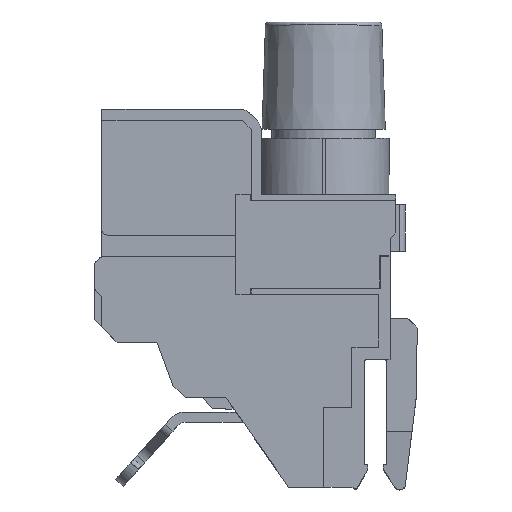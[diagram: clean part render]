
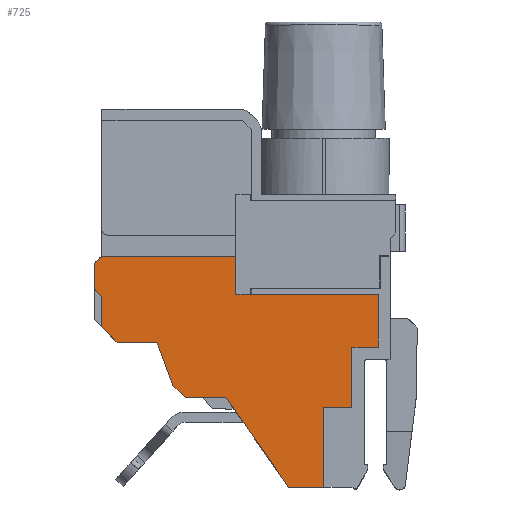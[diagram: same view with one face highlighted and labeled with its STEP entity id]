
A CAD part, top view. The second image highlights one B-rep face of the part: STEP entity #725.
In plain terms, the highlighted planar face has unit normal (0, 0, 1).
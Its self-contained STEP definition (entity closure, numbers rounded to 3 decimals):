
#532=PLANE('',#5489);
#725=ADVANCED_FACE('',(#1026),#532,.T.);
#1026=FACE_OUTER_BOUND('',#1279,.T.);
#1279=EDGE_LOOP('',(#2015,#2016,#2017,#2018,#2019,#2020,#2021,#2022,#2023,
#2024,#2025,#2026,#2027,#2028,#2029,#2030,#2031,#2032,#2033,#2034,#2035,
#2036,#2037,#2038,#2039,#2040,#2041));
#1477=CIRCLE('',#5386,0.5);
#1511=CIRCLE('',#5487,0.5);
#1512=CIRCLE('',#5488,0.5);
#2015=ORIENTED_EDGE('',*,*,#3517,.T.);
#2016=ORIENTED_EDGE('',*,*,#3804,.F.);
#2017=ORIENTED_EDGE('',*,*,#3526,.T.);
#2018=ORIENTED_EDGE('',*,*,#3820,.F.);
#2019=ORIENTED_EDGE('',*,*,#3821,.T.);
#2020=ORIENTED_EDGE('',*,*,#3657,.F.);
#2021=ORIENTED_EDGE('',*,*,#3822,.T.);
#2022=ORIENTED_EDGE('',*,*,#3753,.T.);
#2023=ORIENTED_EDGE('',*,*,#3823,.F.);
#2024=ORIENTED_EDGE('',*,*,#3737,.F.);
#2025=ORIENTED_EDGE('',*,*,#3824,.T.);
#2026=ORIENTED_EDGE('',*,*,#3825,.T.);
#2027=ORIENTED_EDGE('',*,*,#3826,.F.);
#2028=ORIENTED_EDGE('',*,*,#3545,.T.);
#2029=ORIENTED_EDGE('',*,*,#3563,.F.);
#2030=ORIENTED_EDGE('',*,*,#3827,.F.);
#2031=ORIENTED_EDGE('',*,*,#3505,.T.);
#2032=ORIENTED_EDGE('',*,*,#3828,.F.);
#2033=ORIENTED_EDGE('',*,*,#3829,.T.);
#2034=ORIENTED_EDGE('',*,*,#3830,.T.);
#2035=ORIENTED_EDGE('',*,*,#3831,.T.);
#2036=ORIENTED_EDGE('',*,*,#3832,.F.);
#2037=ORIENTED_EDGE('',*,*,#3768,.T.);
#2038=ORIENTED_EDGE('',*,*,#3833,.T.);
#2039=ORIENTED_EDGE('',*,*,#3834,.T.);
#2040=ORIENTED_EDGE('',*,*,#3835,.T.);
#2041=ORIENTED_EDGE('',*,*,#3812,.T.);
#3019=VERTEX_POINT('',#7054);
#3025=VERTEX_POINT('',#7066);
#3034=VERTEX_POINT('',#7091);
#3035=VERTEX_POINT('',#7093);
#3042=VERTEX_POINT('',#7109);
#3043=VERTEX_POINT('',#7111);
#3059=VERTEX_POINT('',#7148);
#3060=VERTEX_POINT('',#7150);
#3075=VERTEX_POINT('',#7187);
#3149=VERTEX_POINT('',#7398);
#3150=VERTEX_POINT('',#7400);
#3212=VERTEX_POINT('',#7551);
#3214=VERTEX_POINT('',#7554);
#3222=VERTEX_POINT('',#7581);
#3223=VERTEX_POINT('',#7583);
#3229=VERTEX_POINT('',#7609);
#3230=VERTEX_POINT('',#7611);
#3264=VERTEX_POINT('',#7697);
#3270=VERTEX_POINT('',#7715);
#3271=VERTEX_POINT('',#7720);
#3272=VERTEX_POINT('',#7722);
#3273=VERTEX_POINT('',#7726);
#3274=VERTEX_POINT('',#7728);
#3275=VERTEX_POINT('',#7730);
#3276=VERTEX_POINT('',#7732);
#3277=VERTEX_POINT('',#7735);
#3278=VERTEX_POINT('',#7737);
#3505=EDGE_CURVE('',#3019,#3025,#1477,.T.);
#3517=EDGE_CURVE('',#3035,#3034,#4238,.T.);
#3526=EDGE_CURVE('',#3043,#3042,#4247,.T.);
#3545=EDGE_CURVE('',#3060,#3059,#4265,.T.);
#3563=EDGE_CURVE('',#3075,#3059,#4283,.T.);
#3657=EDGE_CURVE('',#3149,#3150,#4362,.T.);
#3737=EDGE_CURVE('',#3212,#3214,#4435,.T.);
#3753=EDGE_CURVE('',#3223,#3222,#4450,.T.);
#3768=EDGE_CURVE('',#3230,#3229,#4464,.T.);
#3804=EDGE_CURVE('',#3043,#3034,#4486,.T.);
#3812=EDGE_CURVE('',#3264,#3035,#4494,.T.);
#3820=EDGE_CURVE('',#3270,#3042,#4501,.T.);
#3821=EDGE_CURVE('',#3270,#3150,#4502,.T.);
#3822=EDGE_CURVE('',#3149,#3223,#4503,.T.);
#3823=EDGE_CURVE('',#3214,#3222,#4504,.T.);
#3824=EDGE_CURVE('',#3212,#3271,#4505,.T.);
#3825=EDGE_CURVE('',#3271,#3272,#4506,.T.);
#3826=EDGE_CURVE('',#3060,#3272,#4507,.T.);
#3827=EDGE_CURVE('',#3019,#3075,#4508,.T.);
#3828=EDGE_CURVE('',#3273,#3025,#4509,.T.);
#3829=EDGE_CURVE('',#3273,#3274,#1511,.T.);
#3830=EDGE_CURVE('',#3274,#3275,#4510,.T.);
#3831=EDGE_CURVE('',#3275,#3276,#1512,.T.);
#3832=EDGE_CURVE('',#3230,#3276,#4511,.T.);
#3833=EDGE_CURVE('',#3229,#3277,#4512,.T.);
#3834=EDGE_CURVE('',#3277,#3278,#4513,.T.);
#3835=EDGE_CURVE('',#3278,#3264,#4514,.T.);
#4238=LINE('',#7092,#4817);
#4247=LINE('',#7110,#4826);
#4265=LINE('',#7149,#4844);
#4283=LINE('',#7188,#4862);
#4362=LINE('',#7399,#4941);
#4435=LINE('',#7553,#5014);
#4450=LINE('',#7582,#5029);
#4464=LINE('',#7610,#5043);
#4486=LINE('',#7685,#5065);
#4494=LINE('',#7700,#5073);
#4501=LINE('',#7714,#5080);
#4502=LINE('',#7716,#5081);
#4503=LINE('',#7717,#5082);
#4504=LINE('',#7718,#5083);
#4505=LINE('',#7719,#5084);
#4506=LINE('',#7721,#5085);
#4507=LINE('',#7723,#5086);
#4508=LINE('',#7724,#5087);
#4509=LINE('',#7725,#5088);
#4510=LINE('',#7729,#5089);
#4511=LINE('',#7733,#5090);
#4512=LINE('',#7734,#5091);
#4513=LINE('',#7736,#5092);
#4514=LINE('',#7738,#5093);
#4817=VECTOR('',#5778,1.);
#4826=VECTOR('',#5789,1.);
#4844=VECTOR('',#5815,1.);
#4862=VECTOR('',#5843,1.);
#4941=VECTOR('',#5998,1.);
#5014=VECTOR('',#6105,1.);
#5029=VECTOR('',#6130,1.);
#5043=VECTOR('',#6158,1.);
#5065=VECTOR('',#6210,1.);
#5073=VECTOR('',#6220,1.);
#5080=VECTOR('',#6233,1.);
#5081=VECTOR('',#6234,1.);
#5082=VECTOR('',#6235,1.);
#5083=VECTOR('',#6236,1.);
#5084=VECTOR('',#6237,1.);
#5085=VECTOR('',#6238,1.);
#5086=VECTOR('',#6239,1.);
#5087=VECTOR('',#6240,1.);
#5088=VECTOR('',#6241,1.);
#5089=VECTOR('',#6244,1.);
#5090=VECTOR('',#6247,1.);
#5091=VECTOR('',#6248,1.);
#5092=VECTOR('',#6249,1.);
#5093=VECTOR('',#6250,1.);
#5386=AXIS2_PLACEMENT_3D('',#7067,#5757,#5758);
#5487=AXIS2_PLACEMENT_3D('',#7727,#6242,#6243);
#5488=AXIS2_PLACEMENT_3D('',#7731,#6245,#6246);
#5489=AXIS2_PLACEMENT_3D('',#7739,#6251,#6252);
#5757=DIRECTION('',(0.,0.,1.));
#5758=DIRECTION('',(1.,0.,0.));
#5778=DIRECTION('',(1.,0.,0.));
#5789=DIRECTION('',(1.,0.,0.));
#5815=DIRECTION('',(0.,1.,0.));
#5843=DIRECTION('',(1.,0.,0.));
#5998=DIRECTION('',(0.,-1.,0.));
#6105=DIRECTION('',(0.,-1.,0.));
#6130=DIRECTION('',(0.,1.,0.));
#6158=DIRECTION('',(0.,-1.,0.));
#6210=DIRECTION('',(-0.574,0.819,0.));
#6220=DIRECTION('',(0.707,-0.707,0.));
#6233=DIRECTION('',(0.,-1.,0.));
#6234=DIRECTION('',(1.,0.,0.));
#6235=DIRECTION('',(1.,0.,0.));
#6236=DIRECTION('',(1.,0.,0.));
#6237=DIRECTION('',(-1.,0.,0.));
#6238=DIRECTION('',(0.,-1.,0.));
#6239=DIRECTION('',(1.,0.,0.));
#6240=DIRECTION('',(1.,0.017,0.));
#6241=DIRECTION('',(0.707,0.707,0.));
#6242=DIRECTION('',(0.,0.,1.));
#6243=DIRECTION('',(1.,0.,0.));
#6244=DIRECTION('',(0.,-1.,0.));
#6245=DIRECTION('',(0.,0.,1.));
#6246=DIRECTION('',(1.,0.,0.));
#6247=DIRECTION('',(-0.707,0.707,0.));
#6248=DIRECTION('',(0.695,-0.719,0.));
#6249=DIRECTION('',(1.,0.,0.));
#6250=DIRECTION('',(0.347,-0.938,0.));
#6251=DIRECTION('',(0.,0.,1.));
#6252=DIRECTION('',(1.,0.,0.));
#7054=CARTESIAN_POINT('',(-25.414,9.988,5.2));
#7066=CARTESIAN_POINT('',(-25.759,9.841,5.2));
#7067=CARTESIAN_POINT('',(-25.405,9.488,5.2));
#7091=CARTESIAN_POINT('',(-13.442,-3.7,5.2));
#7092=CARTESIAN_POINT('',(-17.4,-3.7,5.2));
#7093=CARTESIAN_POINT('',(-17.4,-3.7,5.2));
#7109=CARTESIAN_POINT('',(-3.941,-12.4,5.2));
#7110=CARTESIAN_POINT('',(-7.35,-12.4,5.2));
#7111=CARTESIAN_POINT('',(-7.35,-12.4,5.2));
#7148=CARTESIAN_POINT('',(-12.5,10.,5.2));
#7149=CARTESIAN_POINT('',(-12.5,0.,5.2));
#7150=CARTESIAN_POINT('',(-12.5,6.35,5.2));
#7187=CARTESIAN_POINT('',(-24.7,10.,5.2));
#7188=CARTESIAN_POINT('',(-21.55,10.,5.2));
#7398=CARTESIAN_POINT('',(-1.2,1.2,5.2));
#7399=CARTESIAN_POINT('',(-1.2,0.,5.2));
#7400=CARTESIAN_POINT('',(-1.2,-4.7,5.2));
#7551=CARTESIAN_POINT('',(-11.,7.124,5.2));
#7553=CARTESIAN_POINT('',(-11.,-12.4,5.2));
#7554=CARTESIAN_POINT('',(-11.,6.35,5.2));
#7581=CARTESIAN_POINT('',(1.355,6.35,5.2));
#7582=CARTESIAN_POINT('',(1.355,-1.39,5.2));
#7583=CARTESIAN_POINT('',(1.355,1.2,5.2));
#7609=CARTESIAN_POINT('',(-25.51,3.217,5.2));
#7610=CARTESIAN_POINT('',(-25.51,0.,5.2));
#7611=CARTESIAN_POINT('',(-25.51,6.11,5.2));
#7685=CARTESIAN_POINT('',(-7.35,-12.4,5.2));
#7697=CARTESIAN_POINT('',(-18.6,-2.5,5.2));
#7700=CARTESIAN_POINT('',(-17.237,-3.863,5.2));
#7714=CARTESIAN_POINT('',(-3.941,0.,5.2));
#7715=CARTESIAN_POINT('',(-3.941,-4.7,5.2));
#7716=CARTESIAN_POINT('',(0.,-4.7,5.2));
#7717=CARTESIAN_POINT('',(0.,1.2,5.2));
#7718=CARTESIAN_POINT('',(0.,6.35,5.2));
#7719=CARTESIAN_POINT('',(-150.14,7.124,5.2));
#7720=CARTESIAN_POINT('',(-11.05,7.124,5.2));
#7721=CARTESIAN_POINT('',(-11.05,0.,5.2));
#7722=CARTESIAN_POINT('',(-11.05,6.35,5.2));
#7723=CARTESIAN_POINT('',(0.,6.35,5.2));
#7724=CARTESIAN_POINT('',(-0.182,10.428,5.2));
#7725=CARTESIAN_POINT('',(-25.15,10.45,5.2));
#7726=CARTESIAN_POINT('',(-26.054,9.546,5.2));
#7727=CARTESIAN_POINT('',(-25.7,9.193,5.2));
#7728=CARTESIAN_POINT('',(-26.2,9.193,5.2));
#7729=CARTESIAN_POINT('',(-26.2,9.4,5.2));
#7730=CARTESIAN_POINT('',(-26.2,7.007,5.2));
#7731=CARTESIAN_POINT('',(-25.7,7.007,5.2));
#7732=CARTESIAN_POINT('',(-26.054,6.654,5.2));
#7733=CARTESIAN_POINT('',(-26.2,6.8,5.2));
#7734=CARTESIAN_POINT('',(-11.593,-11.195,5.2));
#7735=CARTESIAN_POINT('',(-24.034,1.688,5.2));
#7736=CARTESIAN_POINT('',(-24.034,1.688,5.2));
#7737=CARTESIAN_POINT('',(-20.15,1.688,5.2));
#7738=CARTESIAN_POINT('',(-18.6,-2.5,5.2));
#7739=CARTESIAN_POINT('',(0.,0.,5.2));
